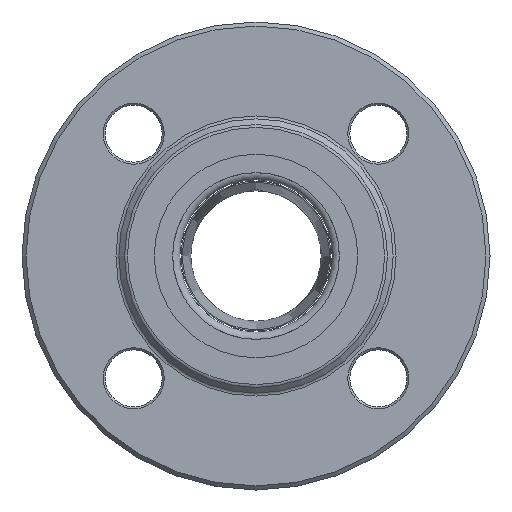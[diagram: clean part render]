
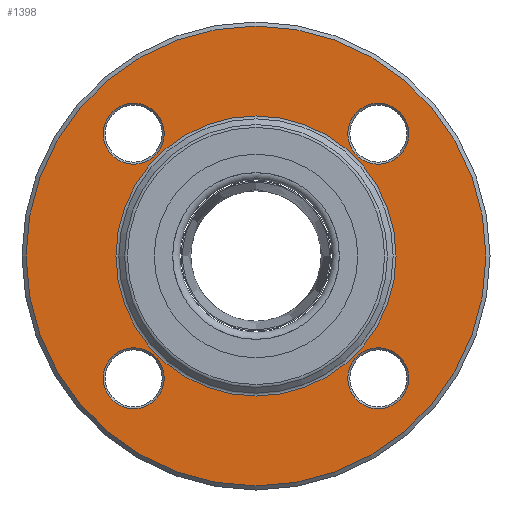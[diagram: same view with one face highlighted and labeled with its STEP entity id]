
A CAD part, left-side view. The second image highlights one B-rep face of the part: STEP entity #1398.
In plain terms, the highlighted planar face has unit normal (-1, 0, 0).
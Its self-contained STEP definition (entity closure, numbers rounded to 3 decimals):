
#1304=CARTESIAN_POINT('',(-50.2,-0.,34.414));
#1305=VERTEX_POINT('',#1304);
#1313=CARTESIAN_POINT('',(-50.2,-0.,0.));
#1314=DIRECTION('',(1.,-0.,0.));
#1315=DIRECTION('',(-0.,0.,1.));
#1316=AXIS2_PLACEMENT_3D('',#1313,#1314,#1315);
#1317=CIRCLE('',#1316,34.414);
#1318=EDGE_CURVE('',#1305,#1305,#1317,.T.);
#1326=CARTESIAN_POINT('',(-50.2,0.,0.));
#1327=DIRECTION('',(-1.,0.,-0.));
#1328=DIRECTION('',(-0.,0.,1.));
#1329=AXIS2_PLACEMENT_3D('',#1326,#1327,#1328);
#1330=PLANE('',#1329);
#1331=CARTESIAN_POINT('',(-50.2,30.052,-22.552));
#1332=VERTEX_POINT('',#1331);
#1333=CARTESIAN_POINT('',(-50.2,30.052,-30.052));
#1334=DIRECTION('',(1.,-0.,0.));
#1335=DIRECTION('',(-0.,0.,1.));
#1336=AXIS2_PLACEMENT_3D('',#1333,#1334,#1335);
#1337=CIRCLE('',#1336,7.5);
#1338=EDGE_CURVE('',#1332,#1332,#1337,.T.);
#1339=ORIENTED_EDGE('',*,*,#1338,.T.);
#1340=EDGE_LOOP('',(#1339));
#1341=FACE_BOUND('',#1340,.T.);
#1342=CARTESIAN_POINT('',(-50.2,30.052,37.552));
#1343=VERTEX_POINT('',#1342);
#1344=CARTESIAN_POINT('',(-50.2,30.052,30.052));
#1345=DIRECTION('',(1.,-0.,0.));
#1346=DIRECTION('',(-0.,0.,1.));
#1347=AXIS2_PLACEMENT_3D('',#1344,#1345,#1346);
#1348=CIRCLE('',#1347,7.5);
#1349=EDGE_CURVE('',#1343,#1343,#1348,.T.);
#1350=ORIENTED_EDGE('',*,*,#1349,.T.);
#1351=EDGE_LOOP('',(#1350));
#1352=FACE_BOUND('',#1351,.T.);
#1353=CARTESIAN_POINT('',(-50.2,-30.052,37.552));
#1354=VERTEX_POINT('',#1353);
#1355=CARTESIAN_POINT('',(-50.2,-30.052,30.052));
#1356=DIRECTION('',(1.,-0.,0.));
#1357=DIRECTION('',(-0.,0.,1.));
#1358=AXIS2_PLACEMENT_3D('',#1355,#1356,#1357);
#1359=CIRCLE('',#1358,7.5);
#1360=EDGE_CURVE('',#1354,#1354,#1359,.T.);
#1361=ORIENTED_EDGE('',*,*,#1360,.T.);
#1362=EDGE_LOOP('',(#1361));
#1363=FACE_BOUND('',#1362,.T.);
#1364=CARTESIAN_POINT('',(-50.2,-30.052,-22.552));
#1365=VERTEX_POINT('',#1364);
#1366=CARTESIAN_POINT('',(-50.2,-30.052,-30.052));
#1367=DIRECTION('',(1.,-0.,0.));
#1368=DIRECTION('',(-0.,0.,1.));
#1369=AXIS2_PLACEMENT_3D('',#1366,#1367,#1368);
#1370=CIRCLE('',#1369,7.5);
#1371=EDGE_CURVE('',#1365,#1365,#1370,.T.);
#1372=ORIENTED_EDGE('',*,*,#1371,.T.);
#1373=EDGE_LOOP('',(#1372));
#1374=FACE_BOUND('',#1373,.T.);
#1375=CARTESIAN_POINT('',(-50.2,-0.,56.5));
#1376=VERTEX_POINT('',#1375);
#1377=CARTESIAN_POINT('',(-50.2,0.,-56.5));
#1378=VERTEX_POINT('',#1377);
#1379=CARTESIAN_POINT('',(-50.2,0.,0.));
#1380=DIRECTION('',(-1.,0.,-0.));
#1381=DIRECTION('',(-0.,0.,1.));
#1382=AXIS2_PLACEMENT_3D('',#1379,#1380,#1381);
#1383=CIRCLE('',#1382,56.5);
#1384=EDGE_CURVE('',#1376,#1378,#1383,.T.);
#1385=ORIENTED_EDGE('',*,*,#1384,.T.);
#1386=CARTESIAN_POINT('',(-50.2,0.,0.));
#1387=DIRECTION('',(-1.,0.,-0.));
#1388=DIRECTION('',(-0.,0.,1.));
#1389=AXIS2_PLACEMENT_3D('',#1386,#1387,#1388);
#1390=CIRCLE('',#1389,56.5);
#1391=EDGE_CURVE('',#1378,#1376,#1390,.T.);
#1392=ORIENTED_EDGE('',*,*,#1391,.T.);
#1393=EDGE_LOOP('',(#1385,#1392));
#1394=FACE_BOUND('',#1393,.T.);
#1395=ORIENTED_EDGE('',*,*,#1318,.T.);
#1396=EDGE_LOOP('',(#1395));
#1397=FACE_BOUND('',#1396,.T.);
#1398=ADVANCED_FACE('',(#1341,#1352,#1363,#1374,#1394,#1397),#1330,.T.);
